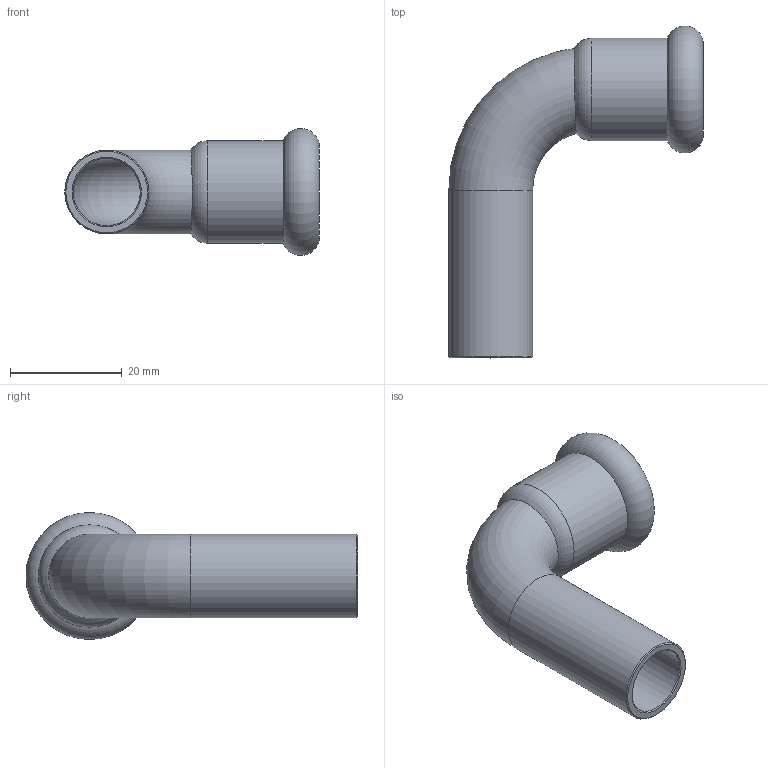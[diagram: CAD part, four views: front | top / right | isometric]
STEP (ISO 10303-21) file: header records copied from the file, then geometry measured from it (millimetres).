
FILE_DESCRIPTION(/* description */ ('Curva 90° Maschio-Femmina DN 15'),/* implementation_level */ '2;1');
FILE_NAME(/* name */ '381015901_Steelpres.stp',/* time_stamp */ '2022-10-21T14:14:52+02:00',/* author */ ('Vault'),/* organization */ ('Raccorderie metalliche s.p.a. '),/* preprocessor_version */ 'ST-DEVELOPER v18.1',/* originating_system */ 'Autodesk Inventor 2020',/* authorisation */ 'Raccorderie metalliche s.p.a. ');
FILE_SCHEMA (('AUTOMOTIVE_DESIGN { 1 0 10303 214 3 1 1 }'));
Length unit declared in the file: millimetre
Products named in the file (1): 381015901_Steelpres
Bounding box: 45.5 x 59.35 x 22.71 mm (x, y, z)
Volume: 5948.7 mm3; surface area: 7435.5 mm2
Topology: 1 solids, 1 shells, 17 faces, 58 edges, 42 vertices
Faces by surface type: torus 7, cylinder 6, cone 3, plane 1
Full cylindrical faces by diameter (mm): 12 x1, 15 x1, 15.3 x1, 15.7 x2, 18.3 x1
Entity records: 790 total; most frequent: CARTESIAN_POINT 200, DIRECTION 131, ORIENTED_EDGE 116, AXIS2_PLACEMENT_3D 61, EDGE_CURVE 58, CIRCLE 43, VERTEX_POINT 42, EDGE_LOOP 18
